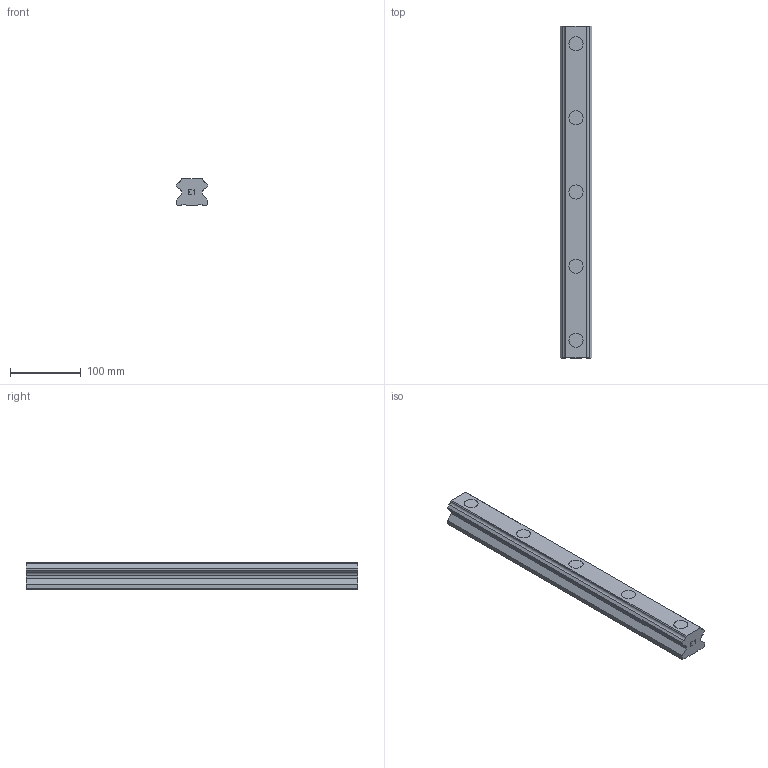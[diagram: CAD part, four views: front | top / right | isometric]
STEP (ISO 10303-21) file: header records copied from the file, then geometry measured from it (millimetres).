
FILE_DESCRIPTION(('STEP AP214'),'1');
FILE_NAME('cctmp_5FC511B3-3602-44B2-9A39-F2DA5EB70CFA_2020_10_29_8_59_29_226..stp','2020-10-29T07:59:29',('HIWIN GmbH'),('CADClick - www.CADClick.com'),'Spatial InterOp 3D',' ','unknown authorization');
FILE_SCHEMA(('AUTOMOTIVE_DESIGN'));
Length unit declared in the file: millimetre
Products named in the file (1): HGR45R470H_FILE
Bounding box: 45 x 470 x 38 mm (x, y, z)
Volume: 628029.6 mm3; surface area: 94704.9 mm2
Topology: 1 solids, 1 shells, 142 faces, 363 edges, 242 vertices
Faces by surface type: plane 108, cylinder 34
Entity records: 5435 total; most frequent: CARTESIAN_POINT 748, ORIENTED_EDGE 726, DIRECTION 717, EDGE_CURVE 363, LINE 295, VECTOR 295, VERTEX_POINT 242, AXIS2_PLACEMENT_3D 211
